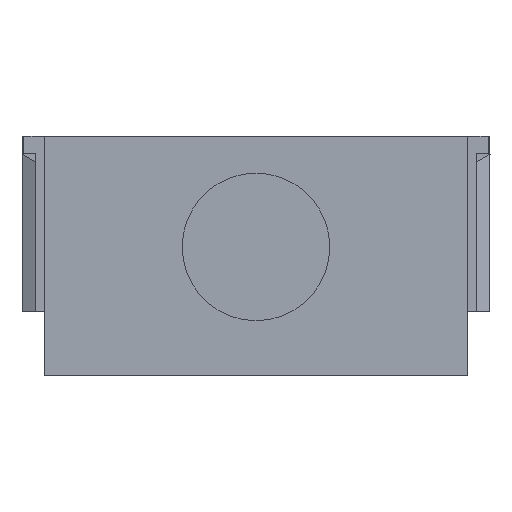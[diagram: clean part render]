
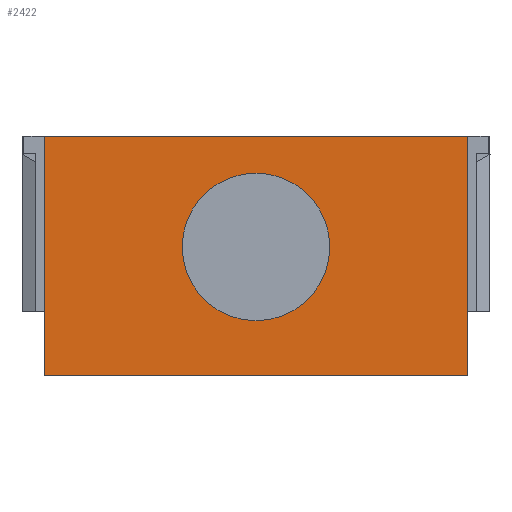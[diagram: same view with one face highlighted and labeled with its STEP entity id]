
A CAD part, top view. The second image highlights one B-rep face of the part: STEP entity #2422.
In plain terms, the highlighted face is planar.
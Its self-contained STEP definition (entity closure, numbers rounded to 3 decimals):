
#66=FACE_BOUND('',#469,.T.);
#180=PLANE('',#2641);
#305=FACE_OUTER_BOUND('',#468,.T.);
#468=EDGE_LOOP('',(#2267,#2268,#2269,#2270));
#469=EDGE_LOOP('',(#2271));
#596=LINE('',#3652,#862);
#608=LINE('',#3676,#874);
#648=LINE('',#3788,#914);
#734=LINE('',#3970,#1000);
#862=VECTOR('',#2984,10.);
#874=VECTOR('',#3004,10.);
#914=VECTOR('',#3108,10.);
#1000=VECTOR('',#3282,10.);
#1062=CIRCLE('',#2637,21.1);
#1177=VERTEX_POINT('',#3646);
#1179=VERTEX_POINT('',#3650);
#1186=VERTEX_POINT('',#3673);
#1187=VERTEX_POINT('',#3675);
#1280=VERTEX_POINT('',#3972);
#1448=EDGE_CURVE('',#1177,#1179,#596,.T.);
#1460=EDGE_CURVE('',#1186,#1187,#608,.T.);
#1516=EDGE_CURVE('',#1187,#1179,#648,.T.);
#1608=EDGE_CURVE('',#1186,#1177,#734,.T.);
#1609=EDGE_CURVE('',#1280,#1280,#1062,.T.);
#2267=ORIENTED_EDGE('',*,*,#1516,.F.);
#2268=ORIENTED_EDGE('',*,*,#1460,.F.);
#2269=ORIENTED_EDGE('',*,*,#1608,.T.);
#2270=ORIENTED_EDGE('',*,*,#1448,.T.);
#2271=ORIENTED_EDGE('',*,*,#1609,.T.);
#2422=ADVANCED_FACE('',(#305,#66),#180,.T.);
#2637=AXIS2_PLACEMENT_3D('',#3973,#3285,#3286);
#2641=AXIS2_PLACEMENT_3D('',#3979,#3294,#3295);
#2984=DIRECTION('',(0.,0.,-1.));
#3004=DIRECTION('',(0.,0.,-1.));
#3108=DIRECTION('',(-1.,0.,0.));
#3282=DIRECTION('',(-1.,0.,0.));
#3285=DIRECTION('center_axis',(0.,1.,0.));
#3286=DIRECTION('ref_axis',(1.,0.,0.));
#3294=DIRECTION('center_axis',(0.,-1.,0.));
#3295=DIRECTION('ref_axis',(1.,0.,0.));
#3646=CARTESIAN_POINT('',(-60.5,-23.1,68.3));
#3650=CARTESIAN_POINT('',(-60.5,-23.1,0.));
#3652=CARTESIAN_POINT('',(-60.5,-23.1,68.3));
#3673=CARTESIAN_POINT('',(60.5,-23.1,68.3));
#3675=CARTESIAN_POINT('',(60.5,-23.1,0.));
#3676=CARTESIAN_POINT('',(60.5,-23.1,68.3));
#3788=CARTESIAN_POINT('',(60.5,-23.1,0.));
#3970=CARTESIAN_POINT('',(60.5,-23.1,68.3));
#3972=CARTESIAN_POINT('',(-21.1,-23.1,36.7));
#3973=CARTESIAN_POINT('Origin',(0.,-23.1,36.7));
#3979=CARTESIAN_POINT('Origin',(-37.4,-23.1,0.));
